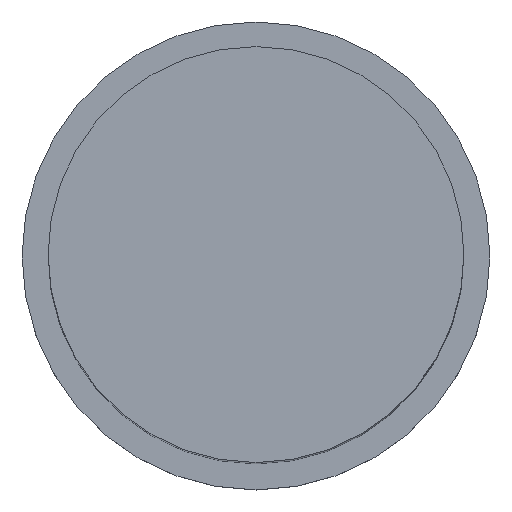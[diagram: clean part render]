
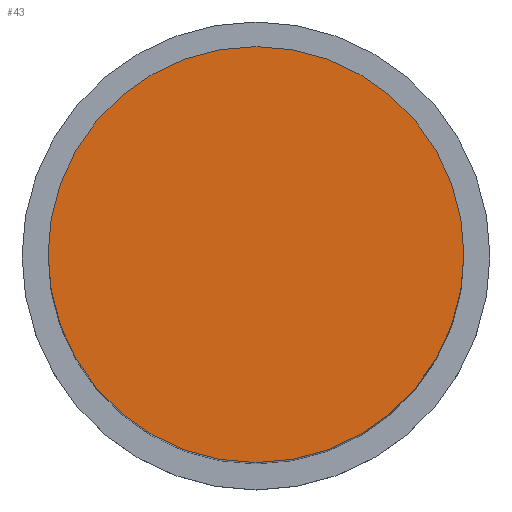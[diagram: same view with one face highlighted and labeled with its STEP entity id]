
A CAD part, top view. The second image highlights one B-rep face of the part: STEP entity #43.
In plain terms, the highlighted planar face has unit normal (0, 0, 1).
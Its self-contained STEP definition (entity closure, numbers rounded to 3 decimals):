
#43=ADVANCED_FACE('',(#51),#48,.T.);
#48=PLANE('',#115);
#51=FACE_OUTER_BOUND('',#53,.T.);
#53=EDGE_LOOP('',(#61));
#61=ORIENTED_EDGE('',*,*,#73,.F.);
#69=VERTEX_POINT('',#157);
#73=EDGE_CURVE('',#69,#69,#77,.T.);
#77=CIRCLE('',#114,16.);
#114=AXIS2_PLACEMENT_3D('',#156,#131,#132);
#115=AXIS2_PLACEMENT_3D('',#158,#133,#134);
#131=DIRECTION('',(0.,0.,-1.));
#132=DIRECTION('',(1.,0.,0.));
#133=DIRECTION('',(0.,0.,1.));
#134=DIRECTION('',(1.,0.,0.));
#156=CARTESIAN_POINT('',(0.,0.,60.5));
#157=CARTESIAN_POINT('',(16.,0.,60.5));
#158=CARTESIAN_POINT('',(0.,0.,60.5));
